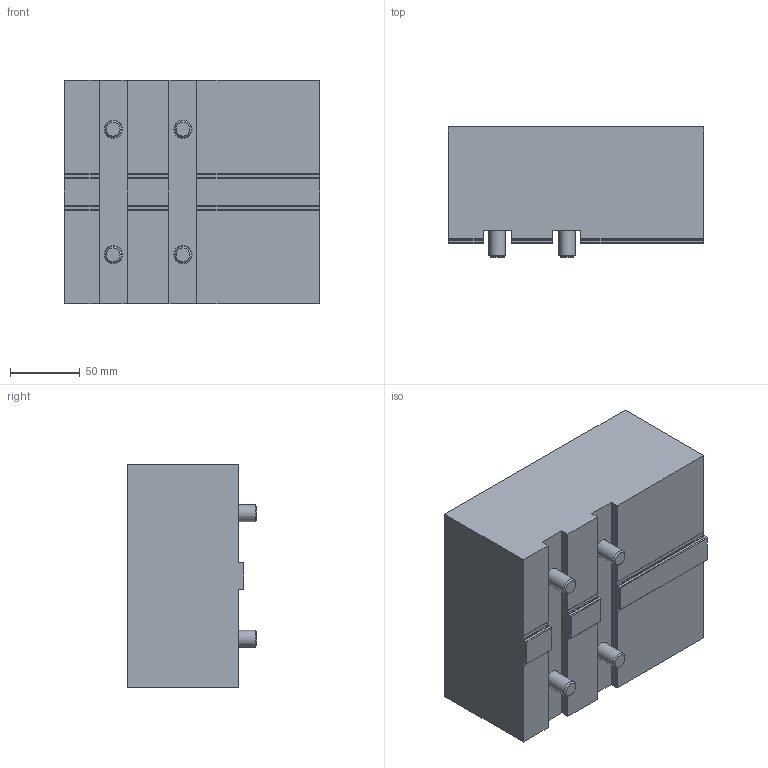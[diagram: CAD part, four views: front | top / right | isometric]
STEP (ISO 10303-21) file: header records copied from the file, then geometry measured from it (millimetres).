
FILE_DESCRIPTION((''),'2;1');
FILE_NAME('301-0160-004-Kunde.stp','2014-11-25T13:59:14',('Sigimeier'),(''),'Autodesk Inventor 2013','Autodesk Inventor 2013','');
FILE_SCHEMA(('AUTOMOTIVE_DESIGN { 1 0 10303 214 1 1 1 1 }'));
Length unit declared in the file: millimetre
Products named in the file (3): 301-0160-004; 5130-0160-002; DIN 912 - ersetzt durch DIN EN ISO 4762 M12 x 25
Assembly tree (5 placements, depth 2):
  301-0160-004
    5130-0160-002
    DIN 912 - ersetzt durch DIN EN ISO 4762 M12 x 25  x4
Bounding box: 183 x 93 x 160 mm (x, y, z)
Volume: 2245847.9 mm3; surface area: 144543.2 mm2
Topology: 5 solids, 5 shells, 134 faces, 332 edges, 216 vertices
Faces by surface type: plane 96, cylinder 22, torus 8, cone 8
Full cylindrical faces by diameter (mm): 12 x4, 13 x4, 18 x4, 20 x4
Entity records: 2777 total; most frequent: CARTESIAN_POINT 485, DIRECTION 444, ORIENTED_EDGE 442, EDGE_CURVE 221, VECTOR 180, LINE 180, VERTEX_POINT 155, AXIS2_PLACEMENT_3D 132
